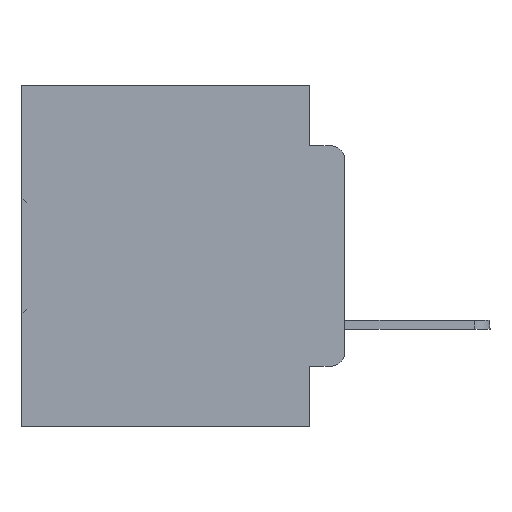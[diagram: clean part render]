
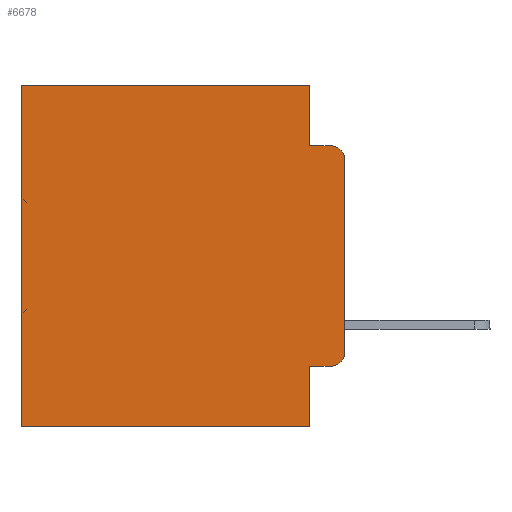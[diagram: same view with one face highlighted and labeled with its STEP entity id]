
A CAD part, left-side view. The second image highlights one B-rep face of the part: STEP entity #6678.
In plain terms, the highlighted planar face has unit normal (-1, 0, 0).
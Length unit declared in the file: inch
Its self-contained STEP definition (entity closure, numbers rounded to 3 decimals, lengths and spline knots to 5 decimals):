
#5 = AXIS2_PLACEMENT_3D ( 'NONE', #9063, #5115, #34483 ) ;
#126 = CARTESIAN_POINT ( 'NONE',  ( 0.298, 0., -0.5 ) ) ;
#457 = VECTOR ( 'NONE', #19139, 39.37008 ) ;
#1285 = DIRECTION ( 'NONE',  ( 0., 0., -1. ) ) ;
#1901 = CARTESIAN_POINT ( 'NONE',  ( 0.298, 0., 0. ) ) ;
#1954 = CARTESIAN_POINT ( 'NONE',  ( 0.298, 0.02, -0.4115 ) ) ;
#2528 = LINE ( 'NONE', #24091, #32769 ) ;
#2798 = CARTESIAN_POINT ( 'NONE',  ( 0.298, 0.02, -0.1085 ) ) ;
#2851 = CARTESIAN_POINT ( 'NONE',  ( 0.298, 0.051, -0.4115 ) ) ;
#3457 = EDGE_CURVE ( 'NONE', #11677, #4565, #26917, .T. ) ;
#3601 = ORIENTED_EDGE ( 'NONE', *, *, #21527, .T. ) ;
#4429 = VERTEX_POINT ( 'NONE', #8269 ) ;
#4541 = CARTESIAN_POINT ( 'NONE',  ( 0.298, 0.051, 0. ) ) ;
#4565 = VERTEX_POINT ( 'NONE', #6840 ) ;
#4590 = ORIENTED_EDGE ( 'NONE', *, *, #30870, .T. ) ;
#5115 = DIRECTION ( 'NONE',  ( 1., 0., 0. ) ) ;
#5327 = CARTESIAN_POINT ( 'NONE',  ( 0.298, 0.051, 0. ) ) ;
#5911 = VERTEX_POINT ( 'NONE', #10564 ) ;
#6130 = LINE ( 'NONE', #25399, #27730 ) ;
#6554 = ORIENTED_EDGE ( 'NONE', *, *, #11074, .F. ) ;
#6678 = ADVANCED_FACE ( 'NONE', ( #11733 ), #33275, .F. ) ;
#6774 = CARTESIAN_POINT ( 'NONE',  ( 0.298, 0.473, 0. ) ) ;
#6839 = DIRECTION ( 'NONE',  ( 0., 0., -1. ) ) ;
#6840 = CARTESIAN_POINT ( 'NONE',  ( 0.298, 0.02, -0.0885 ) ) ;
#7140 = EDGE_CURVE ( 'NONE', #24460, #4429, #2528, .T. ) ;
#7716 = EDGE_CURVE ( 'NONE', #18208, #25034, #6130, .T. ) ;
#7948 = AXIS2_PLACEMENT_3D ( 'NONE', #2798, #16097, #11294 ) ;
#8269 = CARTESIAN_POINT ( 'NONE',  ( 0.298, 0.473, 0. ) ) ;
#9063 = CARTESIAN_POINT ( 'NONE',  ( 0.298, 0., 0. ) ) ;
#9079 = CARTESIAN_POINT ( 'NONE',  ( 0.298, 0.02, -0.3915 ) ) ;
#10564 = CARTESIAN_POINT ( 'NONE',  ( 0.298, 0., -0.1085 ) ) ;
#10773 = DIRECTION ( 'NONE',  ( 0., 1., 0. ) ) ;
#11074 = EDGE_CURVE ( 'NONE', #5911, #27395, #20134, .T. ) ;
#11294 = DIRECTION ( 'NONE',  ( 0., 0., -1. ) ) ;
#11677 = VERTEX_POINT ( 'NONE', #32251 ) ;
#11733 = FACE_OUTER_BOUND ( 'NONE', #28028, .T. ) ;
#11945 = ORIENTED_EDGE ( 'NONE', *, *, #33137, .F. ) ;
#12791 = VECTOR ( 'NONE', #10773, 39.37008 ) ;
#12971 = LINE ( 'NONE', #5327, #18662 ) ;
#15677 = ORIENTED_EDGE ( 'NONE', *, *, #17901, .T. ) ;
#15828 = DIRECTION ( 'NONE',  ( 0., 1., 0. ) ) ;
#15924 = AXIS2_PLACEMENT_3D ( 'NONE', #9079, #19866, #32939 ) ;
#16097 = DIRECTION ( 'NONE',  ( -1., 0., 0. ) ) ;
#16241 = CARTESIAN_POINT ( 'NONE',  ( 0.298, 0., -0.3915 ) ) ;
#16453 = ORIENTED_EDGE ( 'NONE', *, *, #3457, .F. ) ;
#17901 = EDGE_CURVE ( 'NONE', #31825, #27395, #29970, .T. ) ;
#18208 = VERTEX_POINT ( 'NONE', #2851 ) ;
#18292 = CARTESIAN_POINT ( 'NONE',  ( 0.298, 0.473, -0.5 ) ) ;
#18662 = VECTOR ( 'NONE', #24058, 39.37008 ) ;
#19139 = DIRECTION ( 'NONE',  ( 0., -1., 0. ) ) ;
#19697 = ORIENTED_EDGE ( 'NONE', *, *, #33792, .T. ) ;
#19786 = ORIENTED_EDGE ( 'NONE', *, *, #24136, .F. ) ;
#19866 = DIRECTION ( 'NONE',  ( -1., 0., 0. ) ) ;
#20134 = LINE ( 'NONE', #1901, #30651 ) ;
#21527 = EDGE_CURVE ( 'NONE', #4429, #30787, #28164, .T. ) ;
#22817 = CARTESIAN_POINT ( 'NONE',  ( 0.298, 0.051, -0.4115 ) ) ;
#23158 = LINE ( 'NONE', #22817, #33749 ) ;
#23742 = ORIENTED_EDGE ( 'NONE', *, *, #7716, .F. ) ;
#23751 = CARTESIAN_POINT ( 'NONE',  ( 0.298, 0.051, -0.5 ) ) ;
#24058 = DIRECTION ( 'NONE',  ( 0., 0., -1. ) ) ;
#24091 = CARTESIAN_POINT ( 'NONE',  ( 0.298, 0., 0. ) ) ;
#24136 = EDGE_CURVE ( 'NONE', #25034, #30787, #24353, .T. ) ;
#24353 = LINE ( 'NONE', #126, #12791 ) ;
#24460 = VERTEX_POINT ( 'NONE', #4541 ) ;
#25034 = VERTEX_POINT ( 'NONE', #23751 ) ;
#25117 = DIRECTION ( 'NONE',  ( 0., -1., 0. ) ) ;
#25399 = CARTESIAN_POINT ( 'NONE',  ( 0.298, 0.051, 0. ) ) ;
#26390 = CARTESIAN_POINT ( 'NONE',  ( 0.298, 0.051, -0.0885 ) ) ;
#26917 = LINE ( 'NONE', #26390, #457 ) ;
#27395 = VERTEX_POINT ( 'NONE', #16241 ) ;
#27694 = CIRCLE ( 'NONE', #7948, 0.02 ) ;
#27730 = VECTOR ( 'NONE', #6839, 39.37008 ) ;
#28028 = EDGE_LOOP ( 'NONE', ( #6554, #19697, #16453, #11945, #31878, #3601, #19786, #23742, #4590, #15677 ) ) ;
#28164 = LINE ( 'NONE', #6774, #34094 ) ;
#29970 = CIRCLE ( 'NONE', #15924, 0.02 ) ;
#30651 = VECTOR ( 'NONE', #31094, 39.37008 ) ;
#30787 = VERTEX_POINT ( 'NONE', #18292 ) ;
#30870 = EDGE_CURVE ( 'NONE', #18208, #31825, #23158, .T. ) ;
#31094 = DIRECTION ( 'NONE',  ( 0., 0., -1. ) ) ;
#31825 = VERTEX_POINT ( 'NONE', #1954 ) ;
#31878 = ORIENTED_EDGE ( 'NONE', *, *, #7140, .T. ) ;
#32251 = CARTESIAN_POINT ( 'NONE',  ( 0.298, 0.051, -0.0885 ) ) ;
#32769 = VECTOR ( 'NONE', #15828, 39.37008 ) ;
#32939 = DIRECTION ( 'NONE',  ( 0., 0., -1. ) ) ;
#33137 = EDGE_CURVE ( 'NONE', #24460, #11677, #12971, .T. ) ;
#33275 = PLANE ( 'NONE',  #5 ) ;
#33749 = VECTOR ( 'NONE', #25117, 39.37008 ) ;
#33792 = EDGE_CURVE ( 'NONE', #5911, #4565, #27694, .T. ) ;
#34094 = VECTOR ( 'NONE', #1285, 39.37008 ) ;
#34483 = DIRECTION ( 'NONE',  ( 0., 0., -1. ) ) ;
